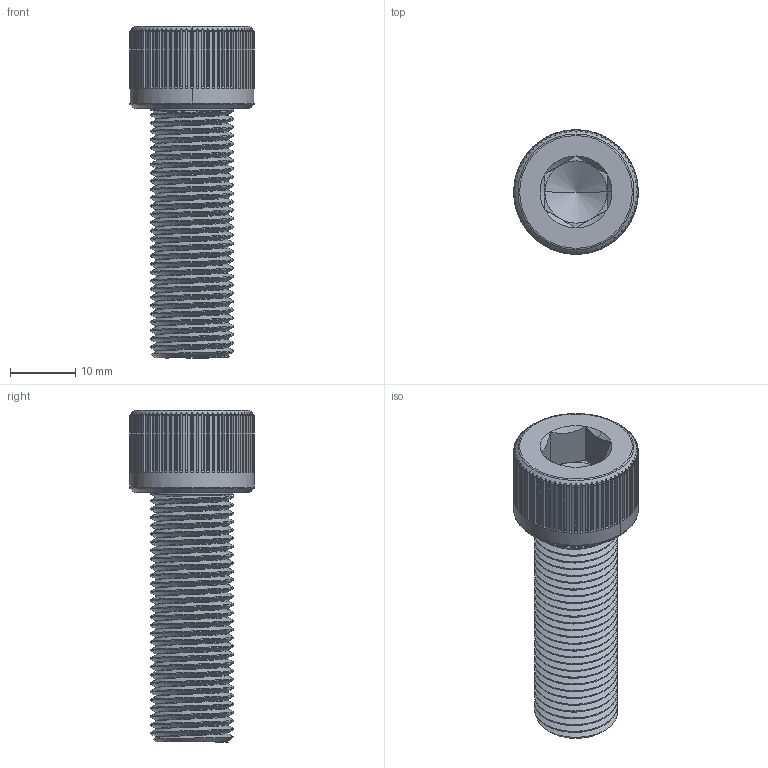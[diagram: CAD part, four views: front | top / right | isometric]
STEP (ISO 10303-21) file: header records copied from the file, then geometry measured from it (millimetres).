
FILE_DESCRIPTION (( 'STEP AP203' ), '1' );
FILE_NAME ('90128A844_Zinc-Plated Alloy Steel Socket Head Screw.STEP', '2024-01-17T20:54:53', ( 'Administrator' ), ( 'Managed by Terraform' ), 'SwSTEP 2.0', 'SolidWorks 2017', '' );
FILE_SCHEMA (( 'CONFIG_CONTROL_DESIGN' ));
Length unit declared in the file: inch
Products named in the file (1): 90128A844_Zinc-Plated Alloy Steel Socket Head Screw
Bounding box: 19.05 x 19.05 x 50.8 mm (x, y, z)
Volume: 7150.6 mm3; surface area: 4159.2 mm2
Topology: 1 solids, 1 shells, 465 faces, 1354 edges, 891 vertices
Faces by surface type: plane 159, cylinder 134, cone 91, torus 78, bspline 3
Entity records: 21467 total; most frequent: CARTESIAN_POINT 10423, ORIENTED_EDGE 2704, DIRECTION 1821, EDGE_CURVE 1352, VERTEX_POINT 891, AXIS2_PLACEMENT_3D 721, B_SPLINE_CURVE_WITH_KNOTS 595, EDGE_LOOP 467
